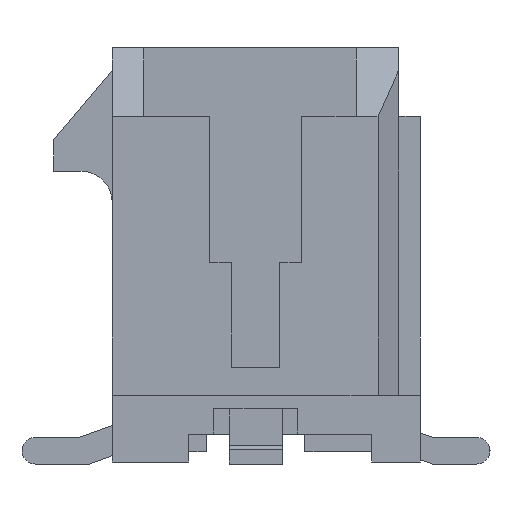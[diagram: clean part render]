
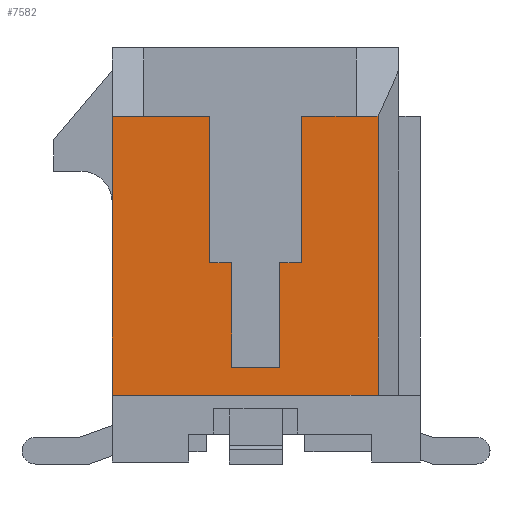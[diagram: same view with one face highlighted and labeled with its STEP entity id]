
A CAD part, left-side view. The second image highlights one B-rep face of the part: STEP entity #7582.
In plain terms, the highlighted planar face has unit normal (-1, 0, 0).
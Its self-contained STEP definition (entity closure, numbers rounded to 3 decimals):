
#1=DIRECTION('',(0.,0.,-1.));
#2=VECTOR('',#1,3.5);
#3=CARTESIAN_POINT('',(-12.325,-1.1,3.315));
#4=LINE('',#3,#2);
#5=DIRECTION('',(0.,1.,0.));
#6=VECTOR('',#5,1.31);
#7=CARTESIAN_POINT('',(-12.325,-2.41,3.315));
#8=LINE('',#7,#6);
#9=DIRECTION('',(0.,-1.,0.));
#10=VECTOR('',#9,0.52);
#11=CARTESIAN_POINT('',(-12.325,-2.41,3.315));
#12=LINE('',#11,#10);
#13=DIRECTION('',(0.,0.,-1.));
#14=VECTOR('',#13,6.67);
#15=CARTESIAN_POINT('',(-12.325,-2.93,3.315));
#16=LINE('',#15,#14);
#17=DIRECTION('',(0.,1.,0.));
#18=VECTOR('',#17,6.36);
#19=CARTESIAN_POINT('',(-12.325,-2.93,-3.355));
#20=LINE('',#19,#18);
#21=DIRECTION('',(0.,0.,1.));
#22=VECTOR('',#21,6.67);
#23=CARTESIAN_POINT('',(-12.325,3.43,-3.355));
#24=LINE('',#23,#22);
#25=DIRECTION('',(0.,-1.,0.));
#26=VECTOR('',#25,0.75);
#27=CARTESIAN_POINT('',(-12.325,3.43,3.315));
#28=LINE('',#27,#26);
#29=DIRECTION('',(0.,1.,0.));
#30=VECTOR('',#29,1.58);
#31=CARTESIAN_POINT('',(-12.325,1.1,3.315));
#32=LINE('',#31,#30);
#33=DIRECTION('',(0.,0.,-1.));
#34=VECTOR('',#33,3.5);
#35=CARTESIAN_POINT('',(-12.325,1.1,3.315));
#36=LINE('',#35,#34);
#37=DIRECTION('',(0.,1.,0.));
#38=VECTOR('',#37,0.525);
#39=CARTESIAN_POINT('',(-12.325,0.575,-0.185));
#40=LINE('',#39,#38);
#41=DIRECTION('',(0.,0.,1.));
#42=VECTOR('',#41,2.5);
#43=CARTESIAN_POINT('',(-12.325,0.575,-2.685));
#44=LINE('',#43,#42);
#45=DIRECTION('',(0.,1.,0.));
#46=VECTOR('',#45,1.15);
#47=CARTESIAN_POINT('',(-12.325,-0.575,-2.685));
#48=LINE('',#47,#46);
#49=DIRECTION('',(0.,0.,-1.));
#50=VECTOR('',#49,2.5);
#51=CARTESIAN_POINT('',(-12.325,-0.575,-0.185));
#52=LINE('',#51,#50);
#53=DIRECTION('',(0.,1.,0.));
#54=VECTOR('',#53,0.525);
#55=CARTESIAN_POINT('',(-12.325,-1.1,-0.185));
#56=LINE('',#55,#54);
#5752=CARTESIAN_POINT('',(-12.325,3.43,3.315));
#5754=VERTEX_POINT('',#5752);
#5803=CARTESIAN_POINT('',(-12.325,2.68,3.315));
#5804=VERTEX_POINT('',#5803);
#5805=CARTESIAN_POINT('',(-12.325,-2.41,3.315));
#5806=VERTEX_POINT('',#5805);
#6027=CARTESIAN_POINT('',(-12.325,-1.1,3.315));
#6028=CARTESIAN_POINT('',(-12.325,-1.1,-0.185));
#6029=VERTEX_POINT('',#6027);
#6030=VERTEX_POINT('',#6028);
#6031=CARTESIAN_POINT('',(-12.325,-0.575,-0.185));
#6032=VERTEX_POINT('',#6031);
#6033=CARTESIAN_POINT('',(-12.325,-0.575,-2.685));
#6034=VERTEX_POINT('',#6033);
#6035=CARTESIAN_POINT('',(-12.325,0.575,-2.685));
#6036=VERTEX_POINT('',#6035);
#6037=CARTESIAN_POINT('',(-12.325,0.575,-0.185));
#6038=VERTEX_POINT('',#6037);
#6039=CARTESIAN_POINT('',(-12.325,1.1,-0.185));
#6040=VERTEX_POINT('',#6039);
#6041=CARTESIAN_POINT('',(-12.325,1.1,3.315));
#6042=VERTEX_POINT('',#6041);
#6529=CARTESIAN_POINT('',(-12.325,3.43,-3.355));
#6530=VERTEX_POINT('',#6529);
#6539=CARTESIAN_POINT('',(-12.325,-2.93,3.315));
#6540=VERTEX_POINT('',#6539);
#6541=CARTESIAN_POINT('',(-12.325,-2.93,-3.355));
#6542=VERTEX_POINT('',#6541);
#7547=CARTESIAN_POINT('',(-12.325,0.,0.));
#7548=DIRECTION('',(1.,0.,0.));
#7549=DIRECTION('',(0.,0.,-1.));
#7550=AXIS2_PLACEMENT_3D('',#7547,#7548,#7549);
#7551=PLANE('',#7550);
#7553=ORIENTED_EDGE('',*,*,#7552,.F.);
#7555=ORIENTED_EDGE('',*,*,#7554,.F.);
#7557=ORIENTED_EDGE('',*,*,#7556,.T.);
#7559=ORIENTED_EDGE('',*,*,#7558,.T.);
#7561=ORIENTED_EDGE('',*,*,#7560,.T.);
#7563=ORIENTED_EDGE('',*,*,#7562,.T.);
#7565=ORIENTED_EDGE('',*,*,#7564,.T.);
#7567=ORIENTED_EDGE('',*,*,#7566,.F.);
#7569=ORIENTED_EDGE('',*,*,#7568,.T.);
#7571=ORIENTED_EDGE('',*,*,#7570,.F.);
#7573=ORIENTED_EDGE('',*,*,#7572,.F.);
#7575=ORIENTED_EDGE('',*,*,#7574,.F.);
#7577=ORIENTED_EDGE('',*,*,#7576,.F.);
#7579=ORIENTED_EDGE('',*,*,#7578,.F.);
#7580=EDGE_LOOP('',(#7553,#7555,#7557,#7559,#7561,#7563,#7565,#7567,#7569,#7571,
#7573,#7575,#7577,#7579));
#7581=FACE_OUTER_BOUND('',#7580,.F.);
#7582=ADVANCED_FACE('',(#7581),#7551,.F.);
#7552=EDGE_CURVE('',#6029,#6030,#4,.T.);
#7554=EDGE_CURVE('',#5806,#6029,#8,.T.);
#7556=EDGE_CURVE('',#5806,#6540,#12,.T.);
#7558=EDGE_CURVE('',#6540,#6542,#16,.T.);
#7560=EDGE_CURVE('',#6542,#6530,#20,.T.);
#7562=EDGE_CURVE('',#6530,#5754,#24,.T.);
#7564=EDGE_CURVE('',#5754,#5804,#28,.T.);
#7566=EDGE_CURVE('',#6042,#5804,#32,.T.);
#7568=EDGE_CURVE('',#6042,#6040,#36,.T.);
#7570=EDGE_CURVE('',#6038,#6040,#40,.T.);
#7572=EDGE_CURVE('',#6036,#6038,#44,.T.);
#7574=EDGE_CURVE('',#6034,#6036,#48,.T.);
#7576=EDGE_CURVE('',#6032,#6034,#52,.T.);
#7578=EDGE_CURVE('',#6030,#6032,#56,.T.);
